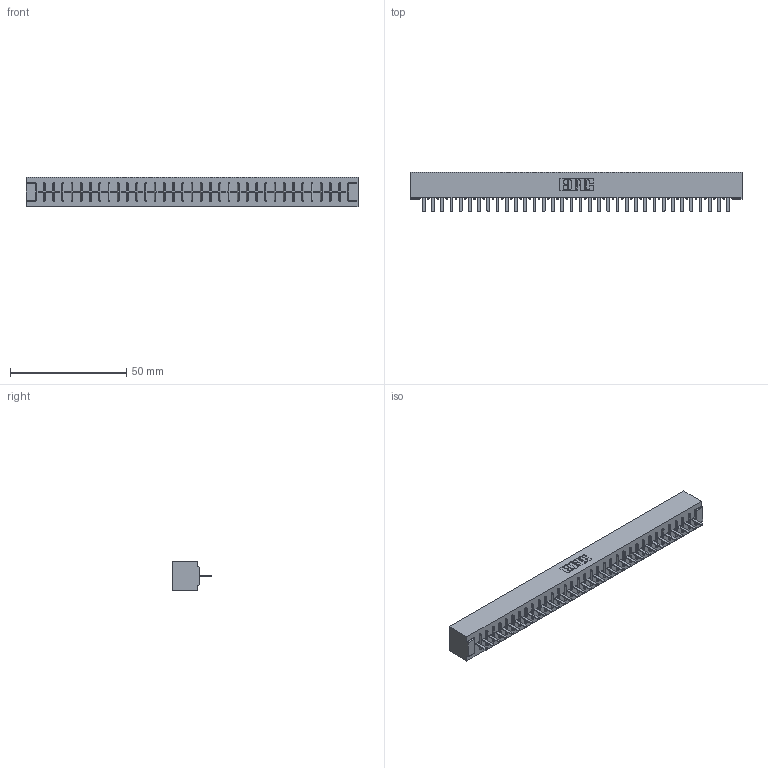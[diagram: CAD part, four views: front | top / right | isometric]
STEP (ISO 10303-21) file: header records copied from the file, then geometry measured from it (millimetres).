
FILE_DESCRIPTION (( 'STEP AP203' ), '1' );
FILE_NAME ('316-034-420-101.STEP', '2020-09-23T02:38:09', ( '' ), ( '' ), 'SwSTEP 2.0', 'SolidWorks 2020', '' );
FILE_SCHEMA (( 'CONFIG_CONTROL_DESIGN' ));
Length unit declared in the file: inch
Products named in the file (3): 306-290-001_120; 306 Part_No Mounting; 316-034-420-101
Assembly tree (35 placements, depth 2):
  316-034-420-101
    306 Part_No Mounting
    306-290-001_120  x34
Bounding box: 142.6 x 17.12 x 12.7 mm (x, y, z)
Volume: 16287.2 mm3; surface area: 16774.8 mm2
Topology: 35 solids, 35 shells, 2488 faces, 6990 edges, 4476 vertices
Faces by surface type: plane 1662, cylinder 690, sphere 136
Entity records: 32421 total; most frequent: CARTESIAN_POINT 5441, ORIENTED_EDGE 5392, DIRECTION 5366, EDGE_CURVE 2696, LINE 2108, VECTOR 2108, VERTEX_POINT 1704, AXIS2_PLACEMENT_3D 1629
